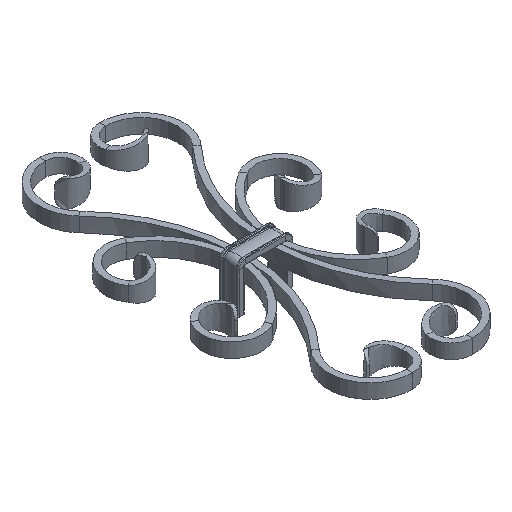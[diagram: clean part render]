
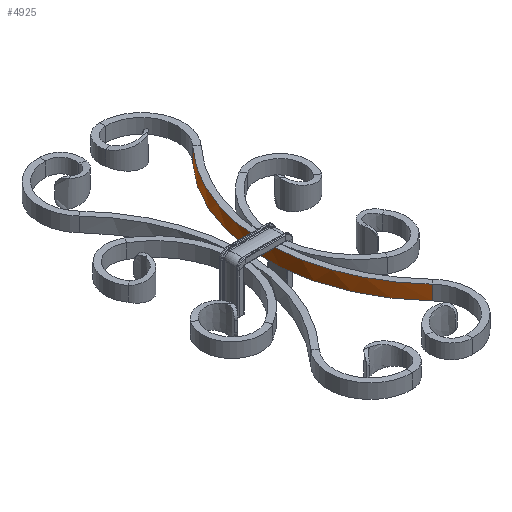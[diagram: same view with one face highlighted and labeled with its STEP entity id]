
A CAD part, isometric view. The second image highlights one B-rep face of the part: STEP entity #4925.
In plain terms, the highlighted cylindrical face has radius 145.329 mm (diameter 290.658 mm), a partial arc.
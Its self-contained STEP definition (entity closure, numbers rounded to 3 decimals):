
#606 = CARTESIAN_POINT ( 'NONE',  ( 152.829, 0., 6. ) ) ;
#1218 = CARTESIAN_POINT ( 'NONE',  ( 7.694, -7.5, 6. ) ) ;
#1734 = DIRECTION ( 'NONE',  ( -0.729, 0.684, 0. ) ) ;
#1791 = VECTOR ( 'NONE', #13843, 1000. ) ;
#1880 = VERTEX_POINT ( 'NONE', #2838 ) ;
#2206 = VERTEX_POINT ( 'NONE', #11645 ) ;
#2261 = LINE ( 'NONE', #10888, #1791 ) ;
#2838 = CARTESIAN_POINT ( 'NONE',  ( 46.872, 99.467, -6. ) ) ;
#3029 = CIRCLE ( 'NONE', #11516, 145.329 ) ;
#3053 = DIRECTION ( 'NONE',  ( 0., 0., -1. ) ) ;
#3315 = CARTESIAN_POINT ( 'NONE',  ( 152.829, 0., 6. ) ) ;
#3988 = AXIS2_PLACEMENT_3D ( 'NONE', #606, #4994, #15589 ) ;
#4618 = ORIENTED_EDGE ( 'NONE', *, *, #13272, .F. ) ;
#4678 = CARTESIAN_POINT ( 'NONE',  ( 46.872, -99.467, -6. ) ) ;
#4925 = ADVANCED_FACE ( 'NONE', ( #11051 ), #14158, .T. ) ;
#4951 = CIRCLE ( 'NONE', #12255, 145.329 ) ;
#4994 = DIRECTION ( 'NONE',  ( 0., 0., 1. ) ) ;
#5220 = CIRCLE ( 'NONE', #3988, 145.329 ) ;
#6221 = ORIENTED_EDGE ( 'NONE', *, *, #14611, .F. ) ;
#7547 = EDGE_CURVE ( 'NONE', #15644, #1880, #2261, .T. ) ;
#7571 = CARTESIAN_POINT ( 'NONE',  ( 7.694, 7.5, 6. ) ) ;
#7749 = DIRECTION ( 'NONE',  ( 1., 0., 0. ) ) ;
#7843 = VERTEX_POINT ( 'NONE', #1218 ) ;
#8197 = VERTEX_POINT ( 'NONE', #4678 ) ;
#8846 = CARTESIAN_POINT ( 'NONE',  ( 46.872, 99.467, 6. ) ) ;
#9751 = ORIENTED_EDGE ( 'NONE', *, *, #9819, .F. ) ;
#9819 = EDGE_CURVE ( 'NONE', #7843, #2206, #16151, .T. ) ;
#10035 = DIRECTION ( 'NONE',  ( -0.729, 0.684, 0. ) ) ;
#10888 = CARTESIAN_POINT ( 'NONE',  ( 46.872, 99.467, -6. ) ) ;
#11051 = FACE_OUTER_BOUND ( 'NONE', #14292, .T. ) ;
#11173 = ORIENTED_EDGE ( 'NONE', *, *, #7547, .T. ) ;
#11516 = AXIS2_PLACEMENT_3D ( 'NONE', #14758, #16137, #10035 ) ;
#11645 = CARTESIAN_POINT ( 'NONE',  ( 46.872, -99.467, 6. ) ) ;
#11812 = VECTOR ( 'NONE', #16162, 1000. ) ;
#12255 = AXIS2_PLACEMENT_3D ( 'NONE', #3315, #13905, #1734 ) ;
#13272 = EDGE_CURVE ( 'NONE', #14573, #7843, #5220, .T. ) ;
#13843 = DIRECTION ( 'NONE',  ( 0., 0., -1. ) ) ;
#13905 = DIRECTION ( 'NONE',  ( 0., 0., 1. ) ) ;
#14158 = CYLINDRICAL_SURFACE ( 'NONE', #15625, 145.329 ) ;
#14292 = EDGE_LOOP ( 'NONE', ( #14819, #16706, #9751, #4618, #6221, #11173 ) ) ;
#14573 = VERTEX_POINT ( 'NONE', #7571 ) ;
#14611 = EDGE_CURVE ( 'NONE', #15644, #14573, #4951, .T. ) ;
#14758 = CARTESIAN_POINT ( 'NONE',  ( 152.829, 0., -6. ) ) ;
#14819 = ORIENTED_EDGE ( 'NONE', *, *, #17458, .T. ) ;
#15208 = CARTESIAN_POINT ( 'NONE',  ( 152.829, 0., 0. ) ) ;
#15310 = EDGE_CURVE ( 'NONE', #2206, #8197, #15839, .T. ) ;
#15589 = DIRECTION ( 'NONE',  ( -0.729, 0.684, 0. ) ) ;
#15625 = AXIS2_PLACEMENT_3D ( 'NONE', #15208, #3053, #7749 ) ;
#15644 = VERTEX_POINT ( 'NONE', #8846 ) ;
#15839 = LINE ( 'NONE', #16304, #11812 ) ;
#16137 = DIRECTION ( 'NONE',  ( 0., 0., 1. ) ) ;
#16151 = CIRCLE ( 'NONE', #18526, 145.329 ) ;
#16162 = DIRECTION ( 'NONE',  ( 0., 0., -1. ) ) ;
#16285 = CARTESIAN_POINT ( 'NONE',  ( 152.829, 0., 6. ) ) ;
#16304 = CARTESIAN_POINT ( 'NONE',  ( 46.872, -99.467, -6. ) ) ;
#16706 = ORIENTED_EDGE ( 'NONE', *, *, #15310, .F. ) ;
#17458 = EDGE_CURVE ( 'NONE', #1880, #8197, #3029, .T. ) ;
#17813 = DIRECTION ( 'NONE',  ( 0., 0., 1. ) ) ;
#18526 = AXIS2_PLACEMENT_3D ( 'NONE', #16285, #17813, #19394 ) ;
#19394 = DIRECTION ( 'NONE',  ( -0.729, 0.684, 0. ) ) ;
